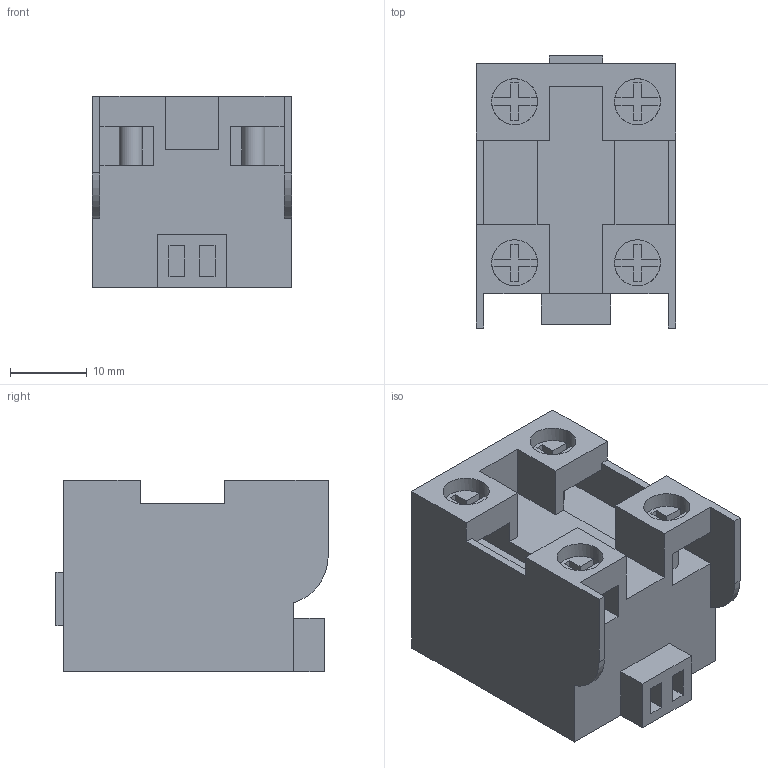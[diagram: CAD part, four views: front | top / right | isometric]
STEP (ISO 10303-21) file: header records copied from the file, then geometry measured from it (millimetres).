
FILE_DESCRIPTION(/* description */ (''),/* implementation_level */ '2;1');
FILE_NAME(/* name */ '3d_KXBS11.stp',/* time_stamp */ '2016-01-20T13:47:22+01:00',/* author */ ('Andrzej'),/* organization */ (''),/* preprocessor_version */ 'ST-DEVELOPER v15.5',/* originating_system */ 'AutoCAD Mechanical',/* authorisation */ '');
FILE_SCHEMA (('AUTOMOTIVE_DESIGN { 1 0 10303 214 3 1 1 }'));
Length unit declared in the file: millimetre
Products named in the file (1): Product
Bounding box: 26 x 35.5 x 25 mm (x, y, z)
Volume: 15476 mm3; surface area: 6617 mm2
Topology: 1 solids, 1 shells, 115 faces, 350 edges, 256 vertices
Faces by surface type: plane 105, cylinder 10
Full cylindrical faces by diameter (mm): 3 x4, 6 x4
Entity records: 3840 total; most frequent: CARTESIAN_POINT 706, ORIENTED_EDGE 644, DIRECTION 602, EDGE_CURVE 322, LINE 306, VECTOR 306, VERTEX_POINT 220, AXIS2_PLACEMENT_3D 148
